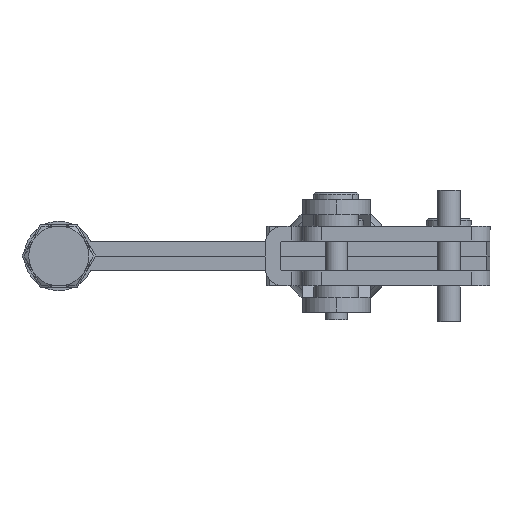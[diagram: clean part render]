
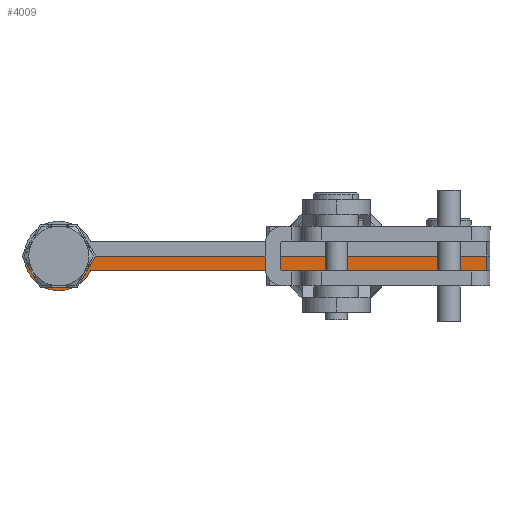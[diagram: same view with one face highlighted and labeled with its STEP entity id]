
A CAD part, front view. The second image highlights one B-rep face of the part: STEP entity #4009.
In plain terms, the highlighted planar face has unit normal (0, -1, 0).
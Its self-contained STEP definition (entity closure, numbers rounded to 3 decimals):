
#46 = EDGE_CURVE ( 'NONE', #4030, #9897, #201, .T. ) ;
#163 = CARTESIAN_POINT ( 'NONE',  ( -160.626, 64., -4.006 ) ) ;
#201 = CIRCLE ( 'NONE', #8998, 9.25 ) ;
#322 = EDGE_CURVE ( 'NONE', #9897, #7636, #9851, .T. ) ;
#431 = VERTEX_POINT ( 'NONE', #5832 ) ;
#480 = AXIS2_PLACEMENT_3D ( 'NONE', #10418, #9784, #6726 ) ;
#498 = VERTEX_POINT ( 'NONE', #1504 ) ;
#643 = CARTESIAN_POINT ( 'NONE',  ( -54.764, 64., -9.25 ) ) ;
#656 = ORIENTED_EDGE ( 'NONE', *, *, #1921, .F. ) ;
#1258 = CIRCLE ( 'NONE', #4032, 8.5 ) ;
#1337 = CARTESIAN_POINT ( 'NONE',  ( -168.964, 64., 0. ) ) ;
#1374 = EDGE_CURVE ( 'NONE', #5054, #498, #7980, .T. ) ;
#1397 = CARTESIAN_POINT ( 'NONE',  ( -168.964, 64., -8.5 ) ) ;
#1407 = AXIS2_PLACEMENT_3D ( 'NONE', #2808, #8513, #5158 ) ;
#1504 = CARTESIAN_POINT ( 'NONE',  ( -177.464, 64., 0. ) ) ;
#1575 = AXIS2_PLACEMENT_3D ( 'NONE', #8242, #1915, #7499 ) ;
#1587 = ORIENTED_EDGE ( 'NONE', *, *, #9288, .T. ) ;
#1915 = DIRECTION ( 'NONE',  ( 0., 1., 0. ) ) ;
#1921 = EDGE_CURVE ( 'NONE', #4030, #498, #2367, .T. ) ;
#2165 = CARTESIAN_POINT ( 'NONE',  ( -160.617, 64., -4. ) ) ;
#2366 = VECTOR ( 'NONE', #7501, 1000. ) ;
#2367 = LINE ( 'NONE', #9023, #10367 ) ;
#2516 = VERTEX_POINT ( 'NONE', #4600 ) ;
#2535 = EDGE_CURVE ( 'NONE', #431, #7170, #8479, .T. ) ;
#2808 = CARTESIAN_POINT ( 'NONE',  ( -160.617, 64., -4.01 ) ) ;
#2956 = FACE_OUTER_BOUND ( 'NONE', #4902, .T. ) ;
#3040 = DIRECTION ( 'NONE',  ( 0., 1., 0. ) ) ;
#3089 = DIRECTION ( 'NONE',  ( 0., 0., -1. ) ) ;
#3130 = CARTESIAN_POINT ( 'NONE',  ( -168.964, 64., 0. ) ) ;
#3661 = CARTESIAN_POINT ( 'NONE',  ( -176.325, 64., -4.25 ) ) ;
#3668 = ORIENTED_EDGE ( 'NONE', *, *, #322, .T. ) ;
#3690 = ORIENTED_EDGE ( 'NONE', *, *, #9823, .T. ) ;
#3801 = DIRECTION ( 'NONE',  ( 0., 0., -1. ) ) ;
#4004 = ORIENTED_EDGE ( 'NONE', *, *, #9201, .T. ) ;
#4009 = ADVANCED_FACE ( 'NONE', ( #2956 ), #9339, .F. ) ;
#4030 = VERTEX_POINT ( 'NONE', #5365 ) ;
#4032 = AXIS2_PLACEMENT_3D ( 'NONE', #3130, #7908, #3089 ) ;
#4374 = AXIS2_PLACEMENT_3D ( 'NONE', #7851, #3040, #8629 ) ;
#4600 = CARTESIAN_POINT ( 'NONE',  ( -161.603, 64., -4.25 ) ) ;
#4706 = CARTESIAN_POINT ( 'NONE',  ( -53.964, 64., 0. ) ) ;
#4902 = EDGE_LOOP ( 'NONE', ( #6936, #4004, #3690, #1587, #8661, #656, #5621, #3668, #9715, #5911 ) ) ;
#4991 = CARTESIAN_POINT ( 'NONE',  ( -160.617, 64., -4.01 ) ) ;
#4998 = CARTESIAN_POINT ( 'NONE',  ( -54.764, 64., 0. ) ) ;
#5054 = VERTEX_POINT ( 'NONE', #3661 ) ;
#5158 = DIRECTION ( 'NONE',  ( 1., 0., 0. ) ) ;
#5365 = CARTESIAN_POINT ( 'NONE',  ( -178.214, 64., 0. ) ) ;
#5621 = ORIENTED_EDGE ( 'NONE', *, *, #46, .T. ) ;
#5832 = CARTESIAN_POINT ( 'NONE',  ( -160.464, 64., 0. ) ) ;
#5911 = ORIENTED_EDGE ( 'NONE', *, *, #7414, .T. ) ;
#6004 = LINE ( 'NONE', #7891, #9658 ) ;
#6379 = DIRECTION ( 'NONE',  ( 0., 0., 1. ) ) ;
#6579 = CARTESIAN_POINT ( 'NONE',  ( -54.764, 64., -4. ) ) ;
#6726 = DIRECTION ( 'NONE',  ( 0., 0., -1. ) ) ;
#6823 = DIRECTION ( 'NONE',  ( 1., 0., 0. ) ) ;
#6929 = DIRECTION ( 'NONE',  ( 0., -1., 0. ) ) ;
#6936 = ORIENTED_EDGE ( 'NONE', *, *, #2535, .F. ) ;
#7170 = VERTEX_POINT ( 'NONE', #4998 ) ;
#7389 = DIRECTION ( 'NONE',  ( 0., 1., 0. ) ) ;
#7414 = EDGE_CURVE ( 'NONE', #7670, #7170, #8777, .T. ) ;
#7499 = DIRECTION ( 'NONE',  ( 0., 0., -1. ) ) ;
#7501 = DIRECTION ( 'NONE',  ( 1., 0., 0. ) ) ;
#7636 = VERTEX_POINT ( 'NONE', #2165 ) ;
#7670 = VERTEX_POINT ( 'NONE', #6579 ) ;
#7851 = CARTESIAN_POINT ( 'NONE',  ( -168.964, 64., 0. ) ) ;
#7891 = CARTESIAN_POINT ( 'NONE',  ( -53.964, 64., -4. ) ) ;
#7908 = DIRECTION ( 'NONE',  ( 0., 1., 0. ) ) ;
#7980 = CIRCLE ( 'NONE', #480, 8.5 ) ;
#8049 = DIRECTION ( 'NONE',  ( 1., 0., 0. ) ) ;
#8149 = EDGE_CURVE ( 'NONE', #7636, #7670, #6004, .T. ) ;
#8211 = CIRCLE ( 'NONE', #1575, 8.5 ) ;
#8242 = CARTESIAN_POINT ( 'NONE',  ( -168.964, 64., 0. ) ) ;
#8479 = LINE ( 'NONE', #4706, #2366 ) ;
#8513 = DIRECTION ( 'NONE',  ( 0., 1., 0. ) ) ;
#8629 = DIRECTION ( 'NONE',  ( 0., 0., -1. ) ) ;
#8661 = ORIENTED_EDGE ( 'NONE', *, *, #1374, .T. ) ;
#8777 = LINE ( 'NONE', #643, #8907 ) ;
#8907 = VECTOR ( 'NONE', #6379, 1000. ) ;
#8975 = DIRECTION ( 'NONE',  ( 0., 0., -1. ) ) ;
#8998 = AXIS2_PLACEMENT_3D ( 'NONE', #1337, #6929, #8975 ) ;
#9023 = CARTESIAN_POINT ( 'NONE',  ( -178.214, 64., 0. ) ) ;
#9201 = EDGE_CURVE ( 'NONE', #431, #2516, #1258, .T. ) ;
#9288 = EDGE_CURVE ( 'NONE', #9677, #5054, #10297, .T. ) ;
#9339 = PLANE ( 'NONE',  #1407 ) ;
#9476 = AXIS2_PLACEMENT_3D ( 'NONE', #4991, #7389, #3801 ) ;
#9658 = VECTOR ( 'NONE', #8049, 1000. ) ;
#9677 = VERTEX_POINT ( 'NONE', #1397 ) ;
#9715 = ORIENTED_EDGE ( 'NONE', *, *, #8149, .T. ) ;
#9784 = DIRECTION ( 'NONE',  ( 0., 1., 0. ) ) ;
#9823 = EDGE_CURVE ( 'NONE', #2516, #9677, #8211, .T. ) ;
#9851 = CIRCLE ( 'NONE', #9476, 0.01 ) ;
#9897 = VERTEX_POINT ( 'NONE', #163 ) ;
#10297 = CIRCLE ( 'NONE', #4374, 8.5 ) ;
#10367 = VECTOR ( 'NONE', #6823, 1000. ) ;
#10418 = CARTESIAN_POINT ( 'NONE',  ( -168.964, 64., 0. ) ) ;
